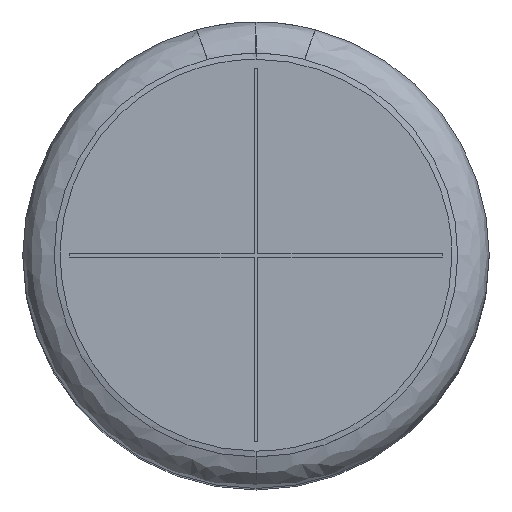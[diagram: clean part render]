
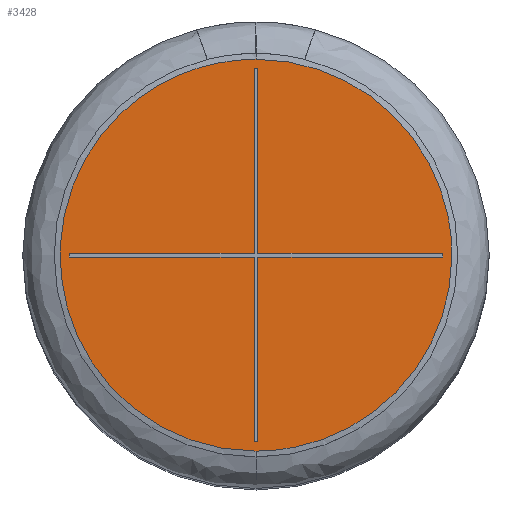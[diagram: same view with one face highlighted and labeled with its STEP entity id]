
A CAD part, top view. The second image highlights one B-rep face of the part: STEP entity #3428.
In plain terms, the highlighted planar face has unit normal (0, 0, 1).
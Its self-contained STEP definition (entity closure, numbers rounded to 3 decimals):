
#455 = DIRECTION ( 'NONE',  ( 1., 0., 0. ) ) ;
#456 = VECTOR ( 'NONE', #455, 1000. ) ;
#459 = CARTESIAN_POINT ( 'NONE',  ( -339.367, -82.838, 12.38 ) ) ;
#460 = LINE ( 'NONE', #459, #533 ) ;
#463 = LINE ( 'NONE', #573, #456 ) ;
#513 = DIRECTION ( 'NONE',  ( 0., -1., 0. ) ) ;
#514 = VECTOR ( 'NONE', #513, 1000. ) ;
#515 = CARTESIAN_POINT ( 'NONE',  ( -339.267, -82.838, 12.38 ) ) ;
#530 = LINE ( 'NONE', #515, #514 ) ;
#531 = CARTESIAN_POINT ( 'NONE',  ( -339.267, -77.838, 12.38 ) ) ;
#532 = DIRECTION ( 'NONE',  ( 0., 1., 0. ) ) ;
#533 = VECTOR ( 'NONE', #532, 1000. ) ;
#550 = CARTESIAN_POINT ( 'NONE',  ( -339.267, -82.888, 12.38 ) ) ;
#552 = CARTESIAN_POINT ( 'NONE',  ( -344.317, -82.788, 12.38 ) ) ;
#565 = CARTESIAN_POINT ( 'NONE',  ( -339.367, -82.788, 12.38 ) ) ;
#568 = CARTESIAN_POINT ( 'NONE',  ( -339.267, -82.788, 12.38 ) ) ;
#573 = CARTESIAN_POINT ( 'NONE',  ( -336.692, -77.838, 12.38 ) ) ;
#579 = CARTESIAN_POINT ( 'NONE',  ( -339.367, -82.888, 12.38 ) ) ;
#580 = CARTESIAN_POINT ( 'NONE',  ( -336.692, -82.838, 12.38 ) ) ;
#584 = PLANE ( 'NONE',  #586 ) ;
#585 = FACE_BOUND ( 'NONE', #3433, .T. ) ;
#586 = AXIS2_PLACEMENT_3D ( 'NONE', #580, #593, #616 ) ;
#593 = DIRECTION ( 'NONE',  ( 0., 0., 1. ) ) ;
#596 = FACE_OUTER_BOUND ( 'NONE', #3425, .T. ) ;
#616 = DIRECTION ( 'NONE',  ( 1., 0., 0. ) ) ;
#620 = CARTESIAN_POINT ( 'NONE',  ( -344.317, -82.888, 12.38 ) ) ;
#622 = CARTESIAN_POINT ( 'NONE',  ( -339.367, -87.838, 12.38 ) ) ;
#628 = LINE ( 'NONE', #635, #634 ) ;
#633 = DIRECTION ( 'NONE',  ( -1., 0., 0. ) ) ;
#634 = VECTOR ( 'NONE', #633, 1000. ) ;
#635 = CARTESIAN_POINT ( 'NONE',  ( -336.692, -87.838, 12.38 ) ) ;
#655 = LINE ( 'NONE', #662, #667 ) ;
#662 = CARTESIAN_POINT ( 'NONE',  ( -336.692, -82.788, 12.38 ) ) ;
#667 = VECTOR ( 'NONE', #669, 1000. ) ;
#669 = DIRECTION ( 'NONE',  ( 1., 0., 0. ) ) ;
#684 = CARTESIAN_POINT ( 'NONE',  ( -334.067, -82.838, 12.38 ) ) ;
#718 =( BOUNDED_CURVE ( )  B_SPLINE_CURVE ( 3, ( #883, #856, #847, #824 ),
 .UNSPECIFIED., .F., .F. ) 
 B_SPLINE_CURVE_WITH_KNOTS ( ( 4, 4 ),
 ( 0., 1. ),
 .UNSPECIFIED. ) 
 CURVE ( )  GEOMETRIC_REPRESENTATION_ITEM ( )  RATIONAL_B_SPLINE_CURVE ( ( 1., 0.805, 0.805, 1. ) ) 
 REPRESENTATION_ITEM ( '' )  );
#721 = CARTESIAN_POINT ( 'NONE',  ( -339.317, -88.088, 12.38 ) ) ;
#727 = CARTESIAN_POINT ( 'NONE',  ( -339.317, -77.588, 12.38 ) ) ;
#728 = CARTESIAN_POINT ( 'NONE',  ( -349.817, -77.588, 12.38 ) ) ;
#729 = CARTESIAN_POINT ( 'NONE',  ( -349.817, -88.088, 12.38 ) ) ;
#748 = CARTESIAN_POINT ( 'NONE',  ( -339.317, -77.588, 12.38 ) ) ;
#750 = CARTESIAN_POINT ( 'NONE',  ( -339.367, -77.838, 12.38 ) ) ;
#752 =( BOUNDED_CURVE ( )  B_SPLINE_CURVE ( 3, ( #721, #729, #728, #727 ),
 .UNSPECIFIED., .F., .T. ) 
 B_SPLINE_CURVE_WITH_KNOTS ( ( 4, 4 ),
 ( 0., 1. ),
 .UNSPECIFIED. ) 
 CURVE ( )  GEOMETRIC_REPRESENTATION_ITEM ( )  RATIONAL_B_SPLINE_CURVE ( ( 1., 0.333, 0.333, 1. ) ) 
 REPRESENTATION_ITEM ( '' )  );
#781 = LINE ( 'NONE', #797, #796 ) ;
#795 = DIRECTION ( 'NONE',  ( 0., 1., 0. ) ) ;
#796 = VECTOR ( 'NONE', #795, 1000. ) ;
#797 = CARTESIAN_POINT ( 'NONE',  ( -344.317, -82.838, 12.38 ) ) ;
#815 = LINE ( 'NONE', #819, #822 ) ;
#819 = CARTESIAN_POINT ( 'NONE',  ( -334.317, -82.838, 12.38 ) ) ;
#820 = CARTESIAN_POINT ( 'NONE',  ( -339.267, -87.838, 12.38 ) ) ;
#821 = DIRECTION ( 'NONE',  ( 0., -1., 0. ) ) ;
#822 = VECTOR ( 'NONE', #821, 1000. ) ;
#824 = CARTESIAN_POINT ( 'NONE',  ( -334.067, -82.838, 12.38 ) ) ;
#827 = DIRECTION ( 'NONE',  ( -1., 0., 0. ) ) ;
#828 = VECTOR ( 'NONE', #827, 1000. ) ;
#829 = CARTESIAN_POINT ( 'NONE',  ( -336.692, -82.888, 12.38 ) ) ;
#847 = CARTESIAN_POINT ( 'NONE',  ( -334.067, -79.762, 12.38 ) ) ;
#856 = CARTESIAN_POINT ( 'NONE',  ( -336.241, -77.588, 12.38 ) ) ;
#860 = LINE ( 'NONE', #829, #828 ) ;
#883 = CARTESIAN_POINT ( 'NONE',  ( -339.317, -77.588, 12.38 ) ) ;
#903 = VECTOR ( 'NONE', #920, 1000. ) ;
#913 = LINE ( 'NONE', #921, #903 ) ;
#920 = DIRECTION ( 'NONE',  ( 0., -1., 0. ) ) ;
#921 = CARTESIAN_POINT ( 'NONE',  ( -339.267, -82.838, 12.38 ) ) ;
#932 = LINE ( 'NONE', #945, #944 ) ;
#943 = DIRECTION ( 'NONE',  ( 0., 1., 0. ) ) ;
#944 = VECTOR ( 'NONE', #943, 1000. ) ;
#945 = CARTESIAN_POINT ( 'NONE',  ( -339.367, -82.838, 12.38 ) ) ;
#976 = LINE ( 'NONE', #993, #978 ) ;
#978 = VECTOR ( 'NONE', #979, 1000. ) ;
#979 = DIRECTION ( 'NONE',  ( -1., 0., 0. ) ) ;
#993 = CARTESIAN_POINT ( 'NONE',  ( -336.692, -82.888, 12.38 ) ) ;
#1035 = CARTESIAN_POINT ( 'NONE',  ( -334.317, -82.788, 12.38 ) ) ;
#1038 = CARTESIAN_POINT ( 'NONE',  ( -334.317, -82.888, 12.38 ) ) ;
#1311 = CARTESIAN_POINT ( 'NONE',  ( -336.241, -88.088, 12.38 ) ) ;
#1312 = CARTESIAN_POINT ( 'NONE',  ( -334.067, -85.913, 12.38 ) ) ;
#1313 = CARTESIAN_POINT ( 'NONE',  ( -334.067, -82.838, 12.38 ) ) ;
#1336 =( BOUNDED_CURVE ( )  B_SPLINE_CURVE ( 3, ( #1313, #1312, #1311, #1339 ),
 .UNSPECIFIED., .F., .T. ) 
 B_SPLINE_CURVE_WITH_KNOTS ( ( 4, 4 ),
 ( 0., 1. ),
 .UNSPECIFIED. ) 
 CURVE ( )  GEOMETRIC_REPRESENTATION_ITEM ( )  RATIONAL_B_SPLINE_CURVE ( ( 1., 0.805, 0.805, 1. ) ) 
 REPRESENTATION_ITEM ( '' )  );
#1339 = CARTESIAN_POINT ( 'NONE',  ( -339.317, -88.088, 12.38 ) ) ;
#2748 = ORIENTED_EDGE ( 'NONE', *, *, #3478, .F. ) ;
#3060 = EDGE_CURVE ( 'NONE', #3429, #3596, #1336, .T. ) ;
#3349 = ORIENTED_EDGE ( 'NONE', *, *, #3483, .T. ) ;
#3355 = EDGE_CURVE ( 'NONE', #3376, #3372, #655, .T. ) ;
#3359 = ORIENTED_EDGE ( 'NONE', *, *, #3355, .T. ) ;
#3360 = ORIENTED_EDGE ( 'NONE', *, *, #3531, .T. ) ;
#3361 = ORIENTED_EDGE ( 'NONE', *, *, #3406, .T. ) ;
#3372 = VERTEX_POINT ( 'NONE', #565 ) ;
#3373 = ORIENTED_EDGE ( 'NONE', *, *, #3493, .T. ) ;
#3374 = ORIENTED_EDGE ( 'NONE', *, *, #3517, .T. ) ;
#3375 = ORIENTED_EDGE ( 'NONE', *, *, #3410, .T. ) ;
#3376 = VERTEX_POINT ( 'NONE', #552 ) ;
#3377 = ORIENTED_EDGE ( 'NONE', *, *, #3402, .T. ) ;
#3378 = ORIENTED_EDGE ( 'NONE', *, *, #3533, .T. ) ;
#3379 = ORIENTED_EDGE ( 'NONE', *, *, #3476, .T. ) ;
#3381 = ORIENTED_EDGE ( 'NONE', *, *, #3416, .T. ) ;
#3392 = VERTEX_POINT ( 'NONE', #550 ) ;
#3402 = EDGE_CURVE ( 'NONE', #3414, #3421, #460, .T. ) ;
#3403 = VERTEX_POINT ( 'NONE', #568 ) ;
#3406 = EDGE_CURVE ( 'NONE', #3457, #3407, #463, .T. ) ;
#3407 = VERTEX_POINT ( 'NONE', #531 ) ;
#3410 = EDGE_CURVE ( 'NONE', #3407, #3403, #530, .T. ) ;
#3414 = VERTEX_POINT ( 'NONE', #622 ) ;
#3416 = EDGE_CURVE ( 'NONE', #3524, #3414, #628, .T. ) ;
#3417 = VERTEX_POINT ( 'NONE', #620 ) ;
#3421 = VERTEX_POINT ( 'NONE', #579 ) ;
#3425 = EDGE_LOOP ( 'NONE', ( #2748, #3430, #3432 ) ) ;
#3428 = ADVANCED_FACE ( 'NONE', ( #596, #585 ), #584, .T. ) ;
#3429 = VERTEX_POINT ( 'NONE', #684 ) ;
#3430 = ORIENTED_EDGE ( 'NONE', *, *, #3454, .F. ) ;
#3431 = ORIENTED_EDGE ( 'NONE', *, *, #3579, .T. ) ;
#3432 = ORIENTED_EDGE ( 'NONE', *, *, #3060, .F. ) ;
#3433 = EDGE_LOOP ( 'NONE', ( #3359, #3373, #3361, #3375, #3431, #3360, #3378, #3374, #3381, #3377, #3349, #3379 ) ) ;
#3454 = EDGE_CURVE ( 'NONE', #3596, #3456, #752, .T. ) ;
#3456 = VERTEX_POINT ( 'NONE', #748 ) ;
#3457 = VERTEX_POINT ( 'NONE', #750 ) ;
#3476 = EDGE_CURVE ( 'NONE', #3417, #3376, #781, .T. ) ;
#3478 = EDGE_CURVE ( 'NONE', #3456, #3429, #718, .T. ) ;
#3483 = EDGE_CURVE ( 'NONE', #3421, #3417, #860, .T. ) ;
#3493 = EDGE_CURVE ( 'NONE', #3372, #3457, #932, .T. ) ;
#3517 = EDGE_CURVE ( 'NONE', #3392, #3524, #913, .T. ) ;
#3524 = VERTEX_POINT ( 'NONE', #820 ) ;
#3531 = EDGE_CURVE ( 'NONE', #3561, #3562, #815, .T. ) ;
#3533 = EDGE_CURVE ( 'NONE', #3562, #3392, #976, .T. ) ;
#3561 = VERTEX_POINT ( 'NONE', #1035 ) ;
#3562 = VERTEX_POINT ( 'NONE', #1038 ) ;
#3579 = EDGE_CURVE ( 'NONE', #3403, #3561, #7125, .T. ) ;
#3596 = VERTEX_POINT ( 'NONE', #7062 ) ;
#7048 = CARTESIAN_POINT ( 'NONE',  ( -336.692, -82.788, 12.38 ) ) ;
#7062 = CARTESIAN_POINT ( 'NONE',  ( -339.317, -88.088, 12.38 ) ) ;
#7103 = DIRECTION ( 'NONE',  ( 1., 0., 0. ) ) ;
#7104 = VECTOR ( 'NONE', #7103, 1000. ) ;
#7125 = LINE ( 'NONE', #7048, #7104 ) ;
